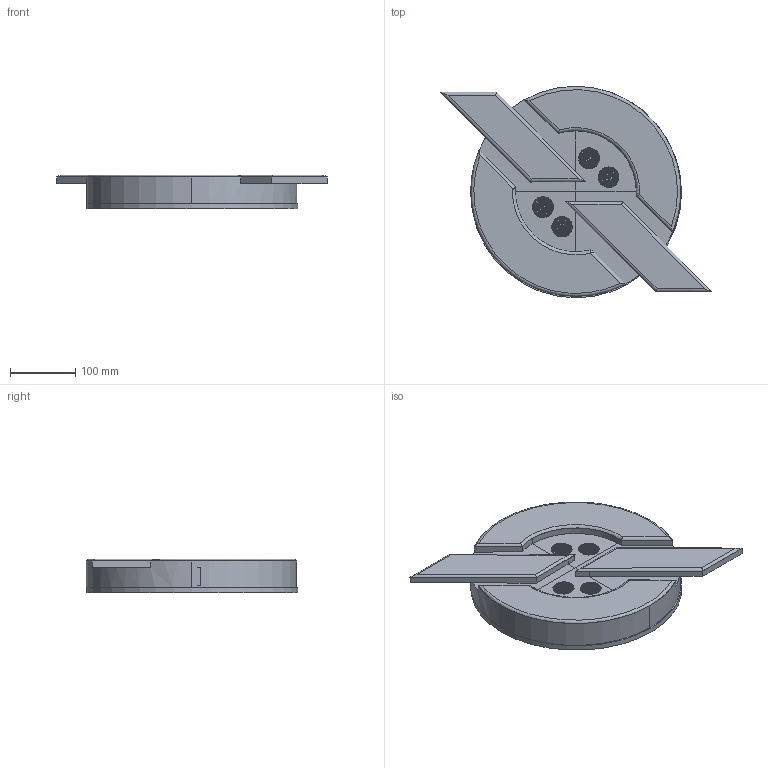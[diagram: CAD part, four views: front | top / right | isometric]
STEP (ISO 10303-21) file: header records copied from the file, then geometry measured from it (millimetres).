
FILE_DESCRIPTION(/* description */ (''),/* implementation_level */ '2;1');
FILE_NAME(/* name */ 'qein-hq-light.step',/* time_stamp */ '2025-11-11T00:09:40+05:30',/* author */ (''),/* organization */ (''),/* preprocessor_version */ 'ST-DEVELOPER v20.1',/* originating_system */ 'Autodesk Translation Framework v14.21.0.0',/* authorisation */ '');
FILE_SCHEMA (('AUTOMOTIVE_DESIGN { 1 0 10303 214 3 1 1 }'));
Length unit declared in the file: millimetre
Products named in the file (17): 2025-11-02-22-58-33-905; 2025-11-03-16-51-11-141; 2025-11-03-19-30-57-130; 2025-11-03-19-30-57-142; 2025-11-03-19-30-57-147; 2025-11-03-19-33-29-277; 2025-11-03-21-27-57-582; 2025-11-03-21-27-57-582_1; 2025-11-03-21-27-57-582_2; 2025-11-03-21-27-57-582_3; 2025-11-03-16-42-03-836; 2025-11-05-14-51-50-397; 2025-11-10-03-50-01-880; 2025-11-10-03-50-16-834; 2025-11-10-03-50-46-415; 2025-11-05-10-55-17-761; 2025-11-10-03-52-04-541
Assembly tree (18 placements, depth 3):
  2025-11-02-22-58-33-905
    2025-11-03-16-51-11-141
    2025-11-03-19-30-57-130
    2025-11-03-19-30-57-142
    2025-11-03-19-30-57-147
    2025-11-03-19-33-29-277
    2025-11-03-21-27-57-582
      2025-11-03-21-27-57-582_2
      2025-11-03-21-27-57-582_3
    2025-11-03-21-27-57-582_1
      2025-11-03-21-27-57-582_2
      2025-11-03-21-27-57-582_3
    2025-11-03-16-42-03-836
      2025-11-05-14-51-50-397
      2025-11-10-03-50-01-880
      2025-11-10-03-50-16-834
      2025-11-10-03-50-46-415
    2025-11-05-10-55-17-761
    2025-11-10-03-52-04-541
Bounding box: 414.3 x 324.29 x 52 mm (x, y, z)
Volume: 2117442.6 mm3; surface area: 669596.7 mm2
Topology: 13 solids, 13 shells, 840 faces, 2344 edges, 1552 vertices
Faces by surface type: cylinder 483, plane 335, bspline 10, torus 10, sphere 2
Full cylindrical faces by diameter (mm): 2 x388, 6.3 x8, 15 x2, 20 x1, 35.5 x4, 323.29 x1
Entity records: 28234 total; most frequent: CARTESIAN_POINT 5266, DIRECTION 4704, ORIENTED_EDGE 4324, EDGE_CURVE 2162, AXIS2_PLACEMENT_3D 1765, EDGE_LOOP 1589, VERTEX_POINT 1433, LINE 1174
